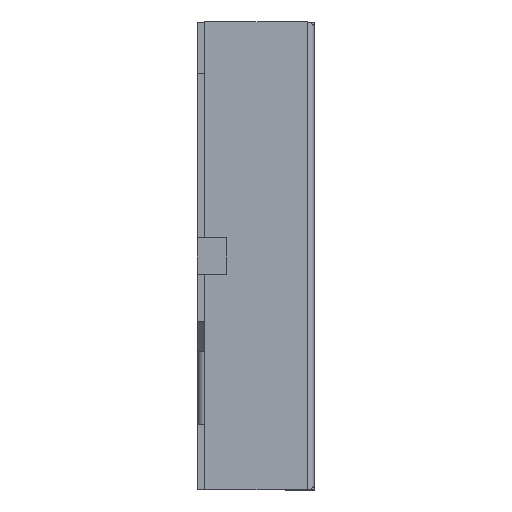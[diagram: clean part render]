
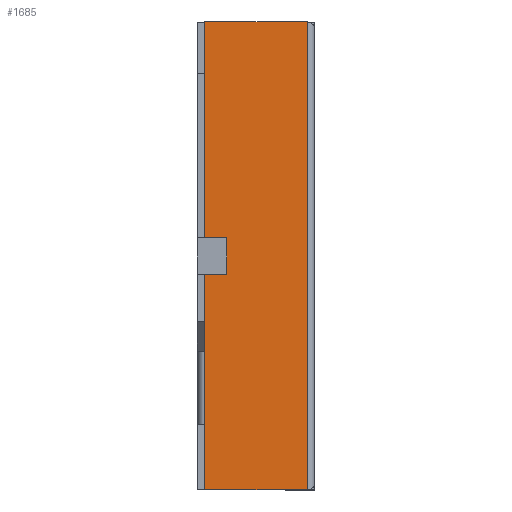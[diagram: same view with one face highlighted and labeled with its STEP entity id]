
A CAD part, left-side view. The second image highlights one B-rep face of the part: STEP entity #1685.
In plain terms, the highlighted planar face has unit normal (-1, 0, 0).
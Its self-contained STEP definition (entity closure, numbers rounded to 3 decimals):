
#13 = EDGE_CURVE ( 'NONE', #3328, #1942, #1667, .T. ) ;
#100 = DIRECTION ( 'NONE',  ( 1., 0., 0. ) ) ;
#104 = ORIENTED_EDGE ( 'NONE', *, *, #591, .T. ) ;
#165 = EDGE_CURVE ( 'NONE', #1942, #2596, #2025, .T. ) ;
#210 = CARTESIAN_POINT ( 'NONE',  ( -1.6, 0., 1.6 ) ) ;
#243 = VECTOR ( 'NONE', #463, 1000. ) ;
#290 = LINE ( 'NONE', #1131, #3426 ) ;
#333 = CARTESIAN_POINT ( 'NONE',  ( -1.6, 0.7, -1.6 ) ) ;
#349 = CARTESIAN_POINT ( 'NONE',  ( -1.6, 0.15, 0.125 ) ) ;
#392 = DIRECTION ( 'NONE',  ( 0., -1., 0. ) ) ;
#463 = DIRECTION ( 'NONE',  ( 0., -1., 0. ) ) ;
#495 = VECTOR ( 'NONE', #3010, 1000. ) ;
#504 = LINE ( 'NONE', #1578, #1674 ) ;
#506 = EDGE_CURVE ( 'NONE', #2967, #1084, #1814, .T. ) ;
#591 = EDGE_CURVE ( 'NONE', #2596, #2207, #290, .T. ) ;
#875 = VERTEX_POINT ( 'NONE', #210 ) ;
#1030 = ORIENTED_EDGE ( 'NONE', *, *, #506, .T. ) ;
#1084 = VERTEX_POINT ( 'NONE', #2525 ) ;
#1131 = CARTESIAN_POINT ( 'NONE',  ( -1.6, 0., -1.6 ) ) ;
#1155 = LINE ( 'NONE', #2438, #495 ) ;
#1357 = VECTOR ( 'NONE', #392, 1000. ) ;
#1377 = CARTESIAN_POINT ( 'NONE',  ( -1.6, 0.15, -0.125 ) ) ;
#1425 = LINE ( 'NONE', #2534, #1462 ) ;
#1462 = VECTOR ( 'NONE', #1889, 1000. ) ;
#1561 = CARTESIAN_POINT ( 'NONE',  ( -1.6, 0., -0.125 ) ) ;
#1578 = CARTESIAN_POINT ( 'NONE',  ( -1.6, 0.15, 0. ) ) ;
#1667 = LINE ( 'NONE', #3320, #3509 ) ;
#1674 = VECTOR ( 'NONE', #2655, 1000. ) ;
#1685 = ADVANCED_FACE ( 'NONE', ( #2022 ), #2543, .F. ) ;
#1700 = DIRECTION ( 'NONE',  ( 0., 0., 1. ) ) ;
#1798 = VECTOR ( 'NONE', #2014, 1000. ) ;
#1814 = LINE ( 'NONE', #2899, #243 ) ;
#1831 = ORIENTED_EDGE ( 'NONE', *, *, #1975, .T. ) ;
#1889 = DIRECTION ( 'NONE',  ( 0., 0., 1. ) ) ;
#1936 = ORIENTED_EDGE ( 'NONE', *, *, #165, .T. ) ;
#1942 = VERTEX_POINT ( 'NONE', #333 ) ;
#1975 = EDGE_CURVE ( 'NONE', #1084, #875, #1425, .T. ) ;
#2014 = DIRECTION ( 'NONE',  ( 0., -1., 0. ) ) ;
#2022 = FACE_OUTER_BOUND ( 'NONE', #2216, .T. ) ;
#2025 = LINE ( 'NONE', #3398, #1357 ) ;
#2040 = EDGE_CURVE ( 'NONE', #3328, #875, #3422, .T. ) ;
#2207 = VERTEX_POINT ( 'NONE', #1561 ) ;
#2216 = EDGE_LOOP ( 'NONE', ( #3445, #3088, #1936, #104, #2247, #2580, #1030, #1831 ) ) ;
#2247 = ORIENTED_EDGE ( 'NONE', *, *, #2827, .F. ) ;
#2273 = DIRECTION ( 'NONE',  ( 0., 0., -1. ) ) ;
#2370 = EDGE_CURVE ( 'NONE', #2967, #2839, #504, .T. ) ;
#2438 = CARTESIAN_POINT ( 'NONE',  ( -1.6, 0.15, -0.125 ) ) ;
#2525 = CARTESIAN_POINT ( 'NONE',  ( -1.6, 0., 0.125 ) ) ;
#2534 = CARTESIAN_POINT ( 'NONE',  ( -1.6, 0., -1.6 ) ) ;
#2543 = PLANE ( 'NONE',  #3511 ) ;
#2580 = ORIENTED_EDGE ( 'NONE', *, *, #2370, .F. ) ;
#2596 = VERTEX_POINT ( 'NONE', #3510 ) ;
#2655 = DIRECTION ( 'NONE',  ( 0., 0., -1. ) ) ;
#2718 = CARTESIAN_POINT ( 'NONE',  ( -1.6, 0.7, 1.6 ) ) ;
#2781 = DIRECTION ( 'NONE',  ( 0., 0., -1. ) ) ;
#2827 = EDGE_CURVE ( 'NONE', #2839, #2207, #1155, .T. ) ;
#2836 = CARTESIAN_POINT ( 'NONE',  ( -1.6, 0.75, 1.6 ) ) ;
#2839 = VERTEX_POINT ( 'NONE', #1377 ) ;
#2899 = CARTESIAN_POINT ( 'NONE',  ( -1.6, 0.15, 0.125 ) ) ;
#2967 = VERTEX_POINT ( 'NONE', #349 ) ;
#3010 = DIRECTION ( 'NONE',  ( 0., -1., 0. ) ) ;
#3083 = CARTESIAN_POINT ( 'NONE',  ( -1.6, 0.75, -1.6 ) ) ;
#3088 = ORIENTED_EDGE ( 'NONE', *, *, #13, .T. ) ;
#3320 = CARTESIAN_POINT ( 'NONE',  ( -1.6, 0.7, -1.6 ) ) ;
#3328 = VERTEX_POINT ( 'NONE', #2718 ) ;
#3398 = CARTESIAN_POINT ( 'NONE',  ( -1.6, 0.75, -1.6 ) ) ;
#3422 = LINE ( 'NONE', #2836, #1798 ) ;
#3426 = VECTOR ( 'NONE', #1700, 1000. ) ;
#3445 = ORIENTED_EDGE ( 'NONE', *, *, #2040, .F. ) ;
#3509 = VECTOR ( 'NONE', #2781, 1000. ) ;
#3510 = CARTESIAN_POINT ( 'NONE',  ( -1.6, 0., -1.6 ) ) ;
#3511 = AXIS2_PLACEMENT_3D ( 'NONE', #3083, #100, #2273 ) ;
